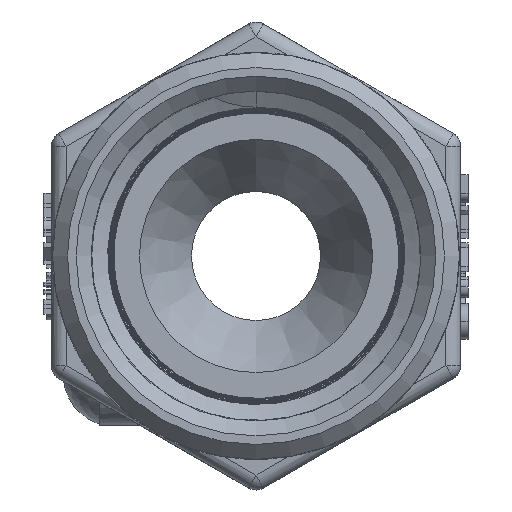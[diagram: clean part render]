
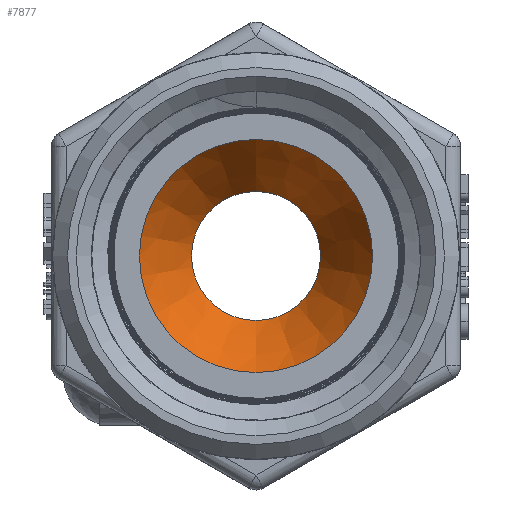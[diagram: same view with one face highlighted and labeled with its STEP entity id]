
A CAD part, left-side view. The second image highlights one B-rep face of the part: STEP entity #7877.
In plain terms, the highlighted conical face has half-angle 30.964 degrees and reference radius 9.271 mm.
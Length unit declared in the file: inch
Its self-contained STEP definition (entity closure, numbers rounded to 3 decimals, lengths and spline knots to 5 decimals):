
#163=CONICAL_SURFACE($,#8388,0.365,30.964);
#2216=FACE_BOUND($,#2965,.T.);
#2458=FACE_OUTER_BOUND($,#2964,.T.);
#2964=EDGE_LOOP($,(#6330));
#2965=EDGE_LOOP($,(#6331));
#3322=CIRCLE($,#8356,0.47);
#3336=CIRCLE($,#8387,0.26);
#3758=VERTEX_POINT($,#14261);
#3772=VERTEX_POINT($,#14306);
#4682=EDGE_CURVE($,#3758,#3758,#3322,.T.);
#4696=EDGE_CURVE($,#3772,#3772,#3336,.T.);
#6330=ORIENTED_EDGE($,*,*,#4682,.F.);
#6331=ORIENTED_EDGE($,*,*,#4696,.T.);
#7877=ADVANCED_FACE($,(#2458,#2216),#163,.F.);
#8356=AXIS2_PLACEMENT_3D($,#14262,#9434,#9435);
#8387=AXIS2_PLACEMENT_3D($,#14307,#9496,#9497);
#8388=AXIS2_PLACEMENT_3D($,#14308,#9498,#9499);
#9434=DIRECTION('center_axis',(1.,0.,0.));
#9435=DIRECTION('ref_axis',(0.,1.,0.));
#9496=DIRECTION('center_axis',(1.,0.,0.));
#9497=DIRECTION('ref_axis',(0.,1.,0.));
#9498=DIRECTION('center_axis',(-1.,0.,0.));
#9499=DIRECTION('ref_axis',(0.,1.,0.));
#14261=CARTESIAN_POINT('',(0.98,0.47,0.));
#14262=CARTESIAN_POINT('Origin',(0.98,0.,0.));
#14306=CARTESIAN_POINT('',(1.33,0.26,0.));
#14307=CARTESIAN_POINT('Origin',(1.33,0.,0.));
#14308=CARTESIAN_POINT('Origin',(1.155,0.,0.));
